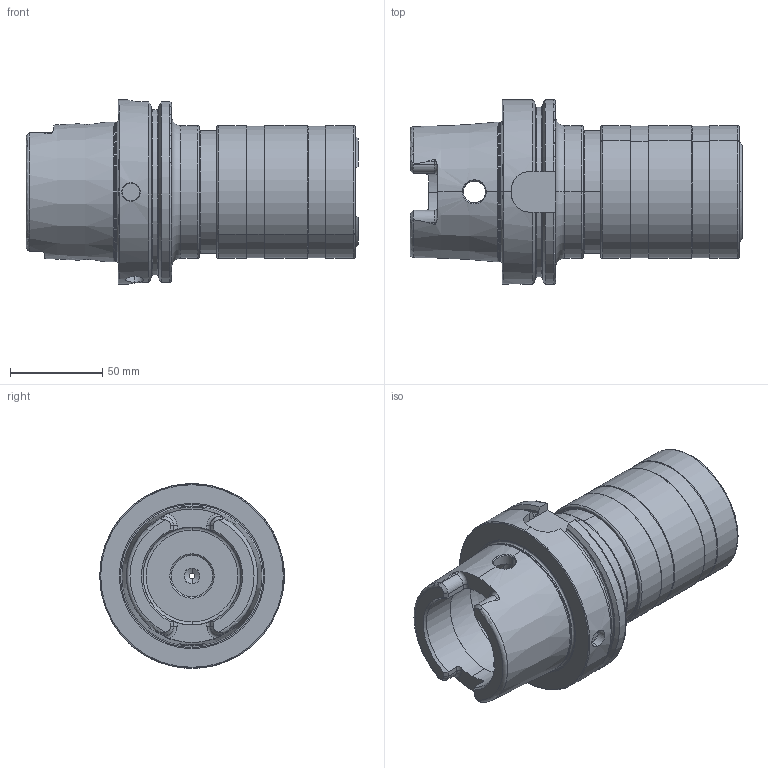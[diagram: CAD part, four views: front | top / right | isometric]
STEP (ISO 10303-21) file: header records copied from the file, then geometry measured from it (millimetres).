
FILE_DESCRIPTION (( 'STEP AP214' ), '1' );
FILE_NAME ('HA0.Go3.K01.130.STEP', '2011-10-06T10:38:20', ( 'SwiAdmin' ), ( '' ), 'SwSTEP 2.0', 'SolidWorks 2011', '' );
FILE_SCHEMA (( 'AUTOMOTIVE_DESIGN' ));
Length unit declared in the file: millimetre
Products named in the file (10): Einbausatz Go3_gespannt; Kugel Go3; Hülse Go3; Federring innen Go3_gespannt; Federring aussen Go3_gespannt; Feder klein Go3_gespannt; Feder gross Go3_vorgespannt; Boden Go3; HA0-Go3.K01.130_B_Fertigbearbeitung; HA0.Go3.K01.130
Assembly tree (11 placements, depth 3):
  HA0.Go3.K01.130
    Einbausatz Go3_gespannt
      Federring innen Go3_gespannt
      Feder gross Go3_vorgespannt
      Boden Go3
      Kugel Go3  x3
      Hülse Go3
      Feder klein Go3_gespannt
      Federring aussen Go3_gespannt
    HA0-Go3.K01.130_B_Fertigbearbeitung
Bounding box: 179.9 x 100 x 100 mm (x, y, z)
Volume: 521944.2 mm3; surface area: 132931.9 mm2
Topology: 10 solids, 10 shells, 378 faces, 921 edges, 554 vertices
Faces by surface type: cylinder 122, torus 89, plane 84, cone 64, bspline 13, sphere 6
Entity records: 20501 total; most frequent: CARTESIAN_POINT 10332, DIRECTION 1837, ORIENTED_EDGE 1772, EDGE_CURVE 886, AXIS2_PLACEMENT_3D 787, VERTEX_POINT 533, CIRCLE 411, EDGE_LOOP 401
